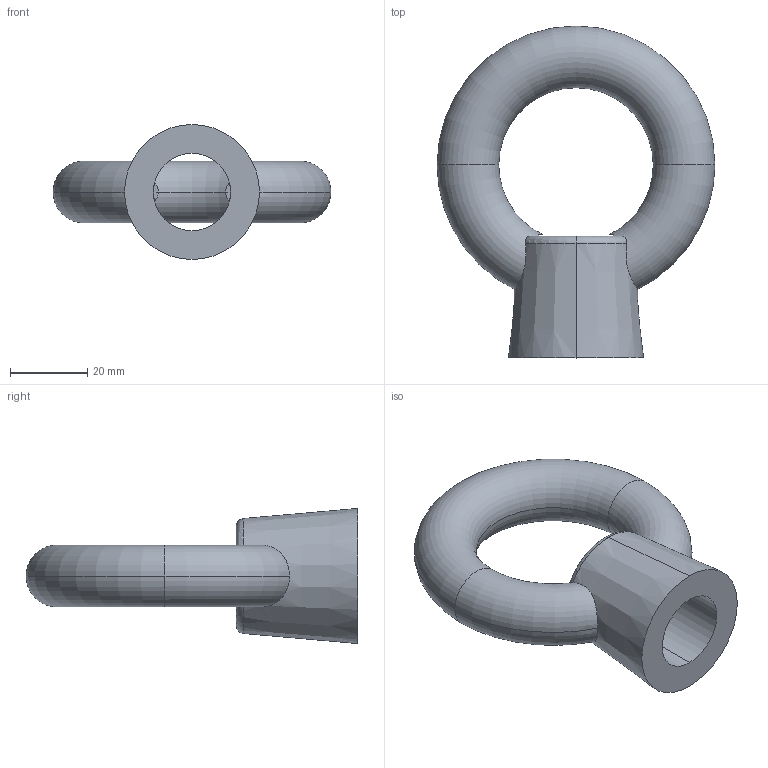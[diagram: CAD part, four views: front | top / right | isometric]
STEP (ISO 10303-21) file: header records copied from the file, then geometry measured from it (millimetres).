
FILE_DESCRIPTION (( 'STEP AP203' ), '1' );
FILE_NAME ('B-132-20.STEP', '2009-10-08T05:26:18', ( ' ' ), ( ' ' ), 'SwSTEP 2.0', 'SolidWorks 2007', '' );
FILE_SCHEMA (( 'CONFIG_CONTROL_DESIGN' ));
Length unit declared in the file: millimetre
Products named in the file (1): B-132-20
Bounding box: 72 x 86 x 35 mm (x, y, z)
Volume: 45172.2 mm3; surface area: 13153.8 mm2
Topology: 1 solids, 1 shells, 18 faces, 52 edges, 33 vertices
Faces by surface type: torus 9, plane 5, cylinder 2, cone 2
Entity records: 875 total; most frequent: CARTESIAN_POINT 330, ORIENTED_EDGE 104, DIRECTION 98, EDGE_CURVE 52, AXIS2_PLACEMENT_3D 47, VERTEX_POINT 33, CIRCLE 28, B_SPLINE_CURVE_WITH_KNOTS 20
